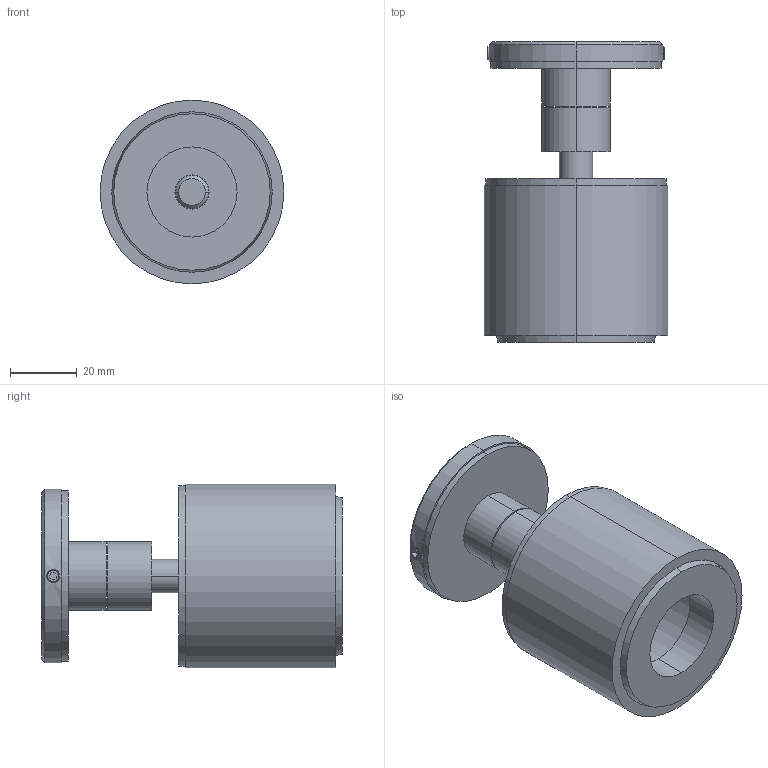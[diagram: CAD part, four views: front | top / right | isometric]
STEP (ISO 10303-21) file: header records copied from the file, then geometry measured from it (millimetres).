
FILE_DESCRIPTION (( 'STEP AP203' ), '1' );
FILE_NAME ('3D_GG-4212_flach_188770205.STEP', '2024-11-06T07:38:20', ( '' ), ( '' ), 'SwSTEP 2.0', 'SolidWorks 2023', '' );
FILE_SCHEMA (( 'CONFIG_CONTROL_DESIGN' ));
Length unit declared in the file: millimetre
Products named in the file (1): 3D_GG-4212_flach_188770205
Bounding box: 55 x 90 x 55 mm (x, y, z)
Volume: 111717.3 mm3; surface area: 41792.8 mm2
Topology: 9 solids, 9 shells, 101 faces, 214 edges, 136 vertices
Faces by surface type: cylinder 42, plane 39, cone 20
Entity records: 2957 total; most frequent: CARTESIAN_POINT 604, DIRECTION 514, ORIENTED_EDGE 428, EDGE_CURVE 214, AXIS2_PLACEMENT_3D 206, VERTEX_POINT 136, EDGE_LOOP 120, CIRCLE 104
